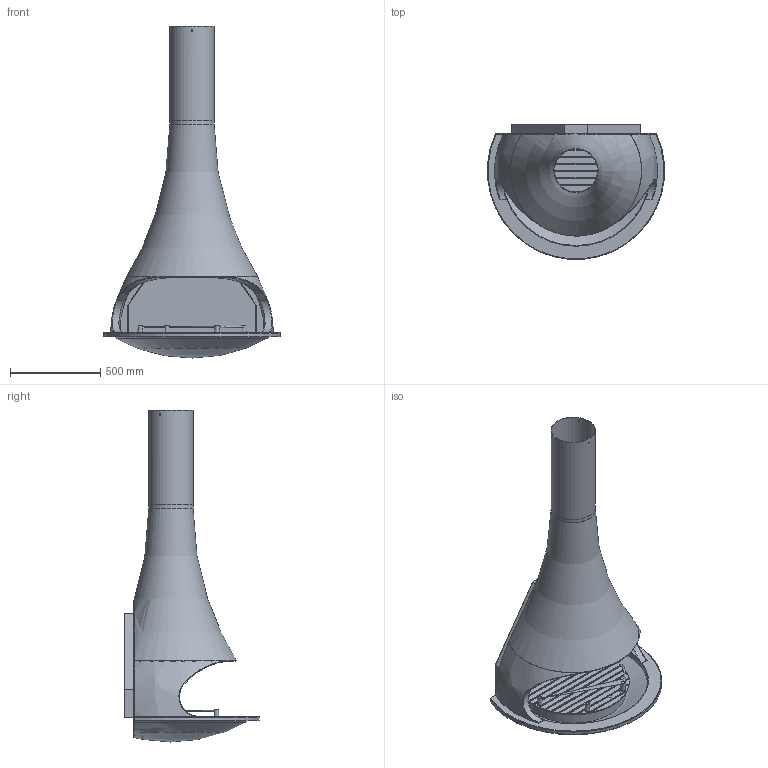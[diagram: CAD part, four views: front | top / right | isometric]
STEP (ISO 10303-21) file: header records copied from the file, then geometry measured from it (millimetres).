
FILE_DESCRIPTION(('STEP AP214'),'1');
FILE_NAME('997 Murale.stp','2017-01-09T10:48:31',(' '),(' '),'Spatial InterOp 3D',' ',' ');
FILE_SCHEMA(('automotive_design'));
Length unit declared in the file: millimetre
Products named in the file (19): Plateau repoussé; Fond bombé; Hotte; Support de grille; Proifilé (Ouverture foyer); Conduit; Face arrière hotte; Entourage isolant; Retour tole support fonte; Grille 992 Murale avec anneau; Pièce CB 6169; bordelet-20-001-V2-A; bordelet-20-001-V2-B; Pièce CB 6168 5; Pièce CB 6168 4; Pièce CB 6168 3; Pièce CB 6168 2; Pièce CB 6168
Assembly tree (18 placements, depth 4):
  (unnamed)
    Plateau repoussé
    Fond bombé
    Hotte
    Support de grille
    Proifilé (Ouverture foyer)
    Conduit
    Face arrière hotte
    Entourage isolant
    Retour tole support fonte
    Grille 992 Murale avec anneau
      Pièce CB 6169
      bordelet-20-001-V2-A
      bordelet-20-001-V2-B
      Pièce CB 6168 5
        Pièce CB 6168 4
        Pièce CB 6168 3
        Pièce CB 6168 2
        Pièce CB 6168
Bounding box: 976.96 x 743.15 x 1835.05 mm (x, y, z)
Volume: 11376455.8 mm3; surface area: 6852119.1 mm2
Topology: 16 solids, 16 shells, 2186 faces, 5321 edges, 3029 vertices
Faces by surface type: bspline 1061, cylinder 410, torus 295, plane 289, sphere 65, cone 62, extrusion 3, revolution 1
Full cylindrical faces by diameter (mm): 4.2 x2, 8 x3, 25.4 x1, 80 x1, 238.5 x1, 239.5 x1, 244.5 x2
Entity records: 111772 total; most frequent: CARTESIAN_POINT 51594, ORIENTED_EDGE 10202, DIRECTION 7194, EDGE_CURVE 5101, AXIS2_PLACEMENT_3D 3137, VERTEX_POINT 3007, EDGE_LOOP 2266, FACE_OUTER_BOUND 2214
